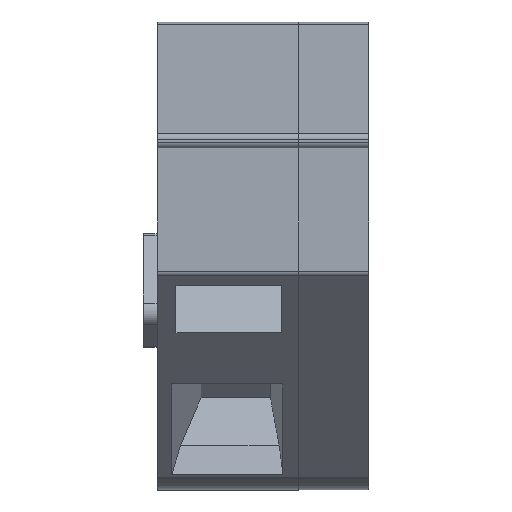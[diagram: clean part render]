
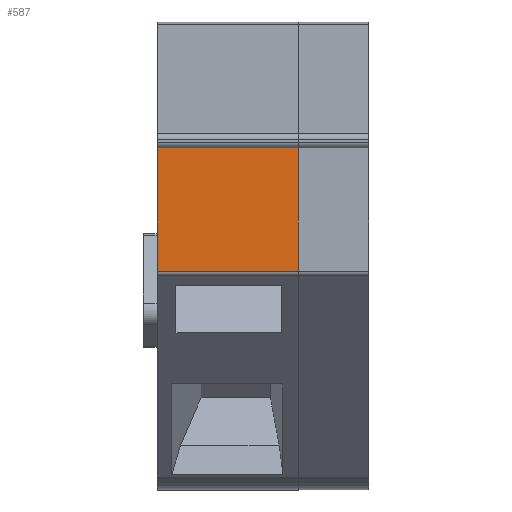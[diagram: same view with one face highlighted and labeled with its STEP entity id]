
A CAD part, top view. The second image highlights one B-rep face of the part: STEP entity #587.
In plain terms, the highlighted planar face has unit normal (0, 0, 1).
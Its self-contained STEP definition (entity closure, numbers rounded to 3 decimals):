
#587=ADVANCED_FACE('',(#2125),#2126,.T.);
#2125=FACE_OUTER_BOUND('',#4337,.T.);
#2126=PLANE('',#4338);
#4337=EDGE_LOOP('',(#9587,#9588,#9589,#9590));
#4338=AXIS2_PLACEMENT_3D('',#9591,#9592,#9593);
#9587=ORIENTED_EDGE('',*,*,#15587,.F.);
#9588=ORIENTED_EDGE('',*,*,#15640,.T.);
#9589=ORIENTED_EDGE('',*,*,#15541,.F.);
#9590=ORIENTED_EDGE('',*,*,#15480,.F.);
#9591=CARTESIAN_POINT('',(5.207,6.352,14.));
#9592=DIRECTION('',(0.,0.,1.0));
#9593=DIRECTION('',(0.0,-1.0,0.));
#15480=EDGE_CURVE('',#19235,#19237,#19238,.T.);
#15541=EDGE_CURVE('',#19237,#19350,#19351,.T.);
#15587=EDGE_CURVE('',#19419,#19235,#19421,.T.);
#15640=EDGE_CURVE('',#19419,#19350,#19499,.T.);
#19235=VERTEX_POINT('',#25683);
#19237=VERTEX_POINT('',#25685);
#19238=LINE('',#25686,#25687);
#19350=VERTEX_POINT('',#25825);
#19351=LINE('',#25826,#25827);
#19419=VERTEX_POINT('',#25916);
#19421=LINE('',#25918,#25919);
#19499=LINE('',#26028,#26029);
#25683=CARTESIAN_POINT('',(0.,10.9,14.));
#25685=CARTESIAN_POINT('',(5.08,10.9,14.));
#25686=CARTESIAN_POINT('',(0.,10.9,14.));
#25687=VECTOR('',#31432,1.0);
#25825=CARTESIAN_POINT('',(5.08,6.463,14.));
#25826=CARTESIAN_POINT('',(5.08,10.9,14.));
#25827=VECTOR('',#31561,1.0);
#25916=CARTESIAN_POINT('',(0.,6.463,14.));
#25918=CARTESIAN_POINT('',(0.,6.463,14.));
#25919=VECTOR('',#31655,1.0);
#26028=CARTESIAN_POINT('',(0.,6.463,14.));
#26029=VECTOR('',#31750,1.0);
#31432=DIRECTION('',(1.0,0.,0.));
#31561=DIRECTION('',(0.,-1.0,0.));
#31655=DIRECTION('',(0.,1.0,0.));
#31750=DIRECTION('',(1.0,0.,0.));
